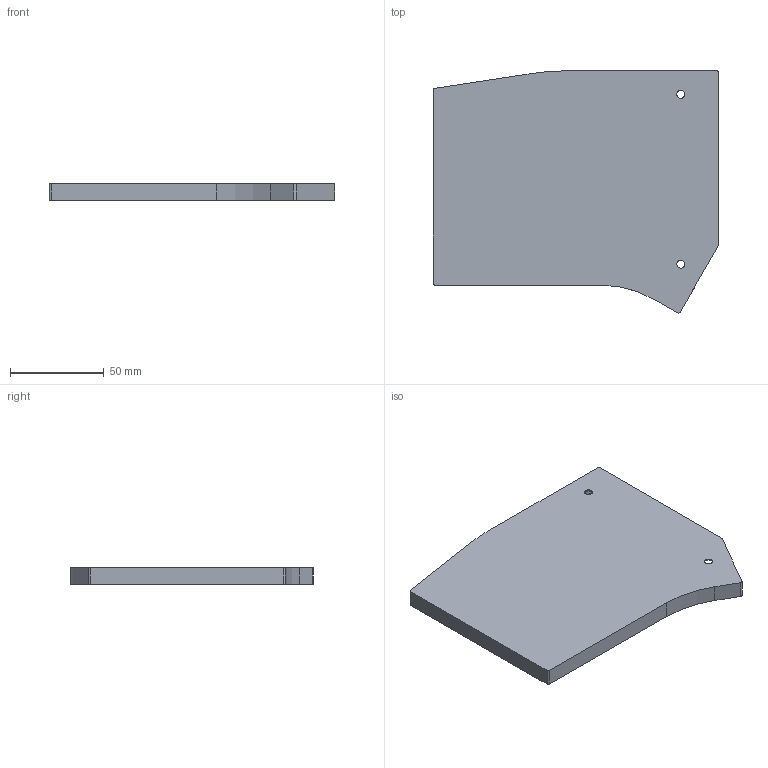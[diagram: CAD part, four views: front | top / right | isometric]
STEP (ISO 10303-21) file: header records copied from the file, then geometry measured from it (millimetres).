
FILE_DESCRIPTION(/* description */ (''),/* implementation_level */ '2;1');
FILE_NAME(/* name */ 'Case_R.step',/* time_stamp */ '2020-11-15T00:20:18+08:00',/* author */ (''),/* organization */ (''),/* preprocessor_version */ 'ST-DEVELOPER v18.1',/* originating_system */ 'Autodesk Translation Framework v9.3.0.1241',/* authorisation */ '');
FILE_SCHEMA (('AUTOMOTIVE_DESIGN { 1 0 10303 214 3 1 1 }'));
Length unit declared in the file: millimetre
Products named in the file (1): Case_R
Bounding box: 152.48 x 129.3 x 9 mm (x, y, z)
Volume: 51632.8 mm3; surface area: 43154.3 mm2
Topology: 1 solids, 1 shells, 358 faces, 1036 edges, 690 vertices
Faces by surface type: cylinder 294, plane 42, bspline 20, cone 2
Full cylindrical faces by diameter (mm): 1.623 x60, 2.074 x20, 4.3 x2
Entity records: 27965 total; most frequent: CARTESIAN_POINT 19615, ORIENTED_EDGE 2072, DIRECTION 1224, EDGE_CURVE 1036, VERTEX_POINT 690, B_SPLINE_CURVE_WITH_KNOTS 580, AXIS2_PLACEMENT_3D 429, EDGE_LOOP 372
